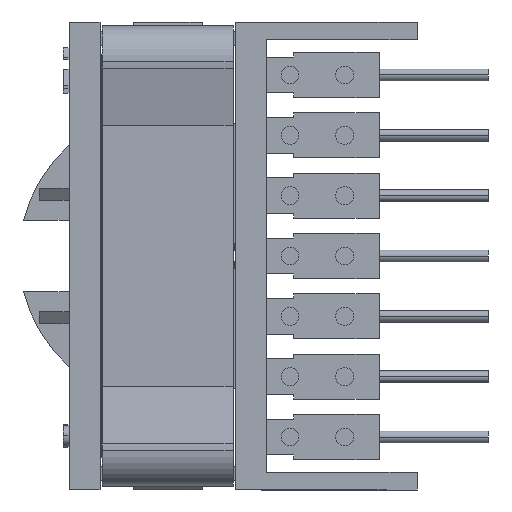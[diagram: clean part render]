
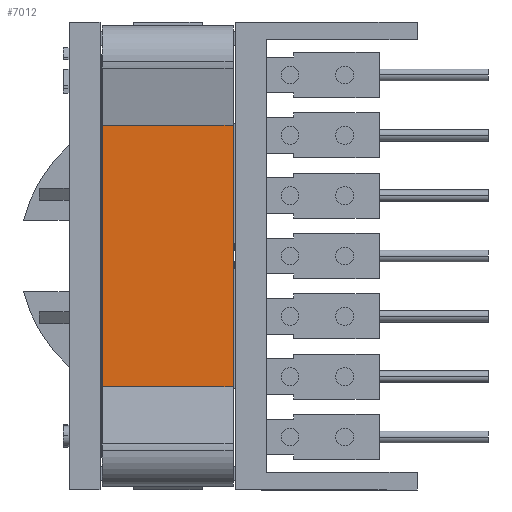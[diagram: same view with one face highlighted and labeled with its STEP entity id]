
A CAD part, left-side view. The second image highlights one B-rep face of the part: STEP entity #7012.
In plain terms, the highlighted face is planar.
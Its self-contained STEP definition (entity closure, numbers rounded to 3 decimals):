
#214 = VECTOR ( 'NONE', #9364, 1000. ) ;
#738 = CARTESIAN_POINT ( 'NONE',  ( 11., 5.5, 0. ) ) ;
#987 = VERTEX_POINT ( 'NONE', #1672 ) ;
#1265 = CARTESIAN_POINT ( 'NONE',  ( -11., -5.5, 0. ) ) ;
#1672 = CARTESIAN_POINT ( 'NONE',  ( 11., -5.5, 0. ) ) ;
#1833 = CARTESIAN_POINT ( 'NONE',  ( -11., 5.5, 0. ) ) ;
#3096 = EDGE_CURVE ( 'NONE', #12382, #8739, #14038, .T. ) ;
#3457 = CARTESIAN_POINT ( 'NONE',  ( -11., 5.5, 0. ) ) ;
#4029 = VECTOR ( 'NONE', #13442, 1000. ) ;
#4686 = DIRECTION ( 'NONE',  ( 0., -1., 0. ) ) ;
#5550 = DIRECTION ( 'NONE',  ( 0., -1., 0. ) ) ;
#6284 = LINE ( 'NONE', #3457, #214 ) ;
#6441 = DIRECTION ( 'NONE',  ( 1., 0., 0. ) ) ;
#7012 = ADVANCED_FACE ( 'NONE', ( #12581 ), #15006, .F. ) ;
#7250 = EDGE_CURVE ( 'NONE', #10982, #12382, #6284, .T. ) ;
#7384 = EDGE_CURVE ( 'NONE', #987, #8739, #10642, .T. ) ;
#7913 = VECTOR ( 'NONE', #5550, 1000. ) ;
#8293 = ORIENTED_EDGE ( 'NONE', *, *, #8672, .T. ) ;
#8417 = CARTESIAN_POINT ( 'NONE',  ( -11., -5.5, 0. ) ) ;
#8672 = EDGE_CURVE ( 'NONE', #10982, #987, #14152, .T. ) ;
#8739 = VERTEX_POINT ( 'NONE', #8417 ) ;
#9364 = DIRECTION ( 'NONE',  ( -1., 0., 0. ) ) ;
#10469 = ORIENTED_EDGE ( 'NONE', *, *, #7250, .F. ) ;
#10518 = ORIENTED_EDGE ( 'NONE', *, *, #7384, .T. ) ;
#10642 = LINE ( 'NONE', #1265, #4029 ) ;
#10982 = VERTEX_POINT ( 'NONE', #12662 ) ;
#11198 = ORIENTED_EDGE ( 'NONE', *, *, #3096, .F. ) ;
#11551 = CARTESIAN_POINT ( 'NONE',  ( -11., 5.5, 0. ) ) ;
#12202 = EDGE_LOOP ( 'NONE', ( #10518, #11198, #10469, #8293 ) ) ;
#12382 = VERTEX_POINT ( 'NONE', #15644 ) ;
#12581 = FACE_OUTER_BOUND ( 'NONE', #12202, .T. ) ;
#12662 = CARTESIAN_POINT ( 'NONE',  ( 11., 5.5, 0. ) ) ;
#12960 = AXIS2_PLACEMENT_3D ( 'NONE', #1833, #14961, #6441 ) ;
#13442 = DIRECTION ( 'NONE',  ( -1., 0., 0. ) ) ;
#13698 = VECTOR ( 'NONE', #4686, 1000. ) ;
#14038 = LINE ( 'NONE', #11551, #7913 ) ;
#14152 = LINE ( 'NONE', #738, #13698 ) ;
#14961 = DIRECTION ( 'NONE',  ( 0., 0., 1. ) ) ;
#15006 = PLANE ( 'NONE',  #12960 ) ;
#15644 = CARTESIAN_POINT ( 'NONE',  ( -11., 5.5, 0. ) ) ;
